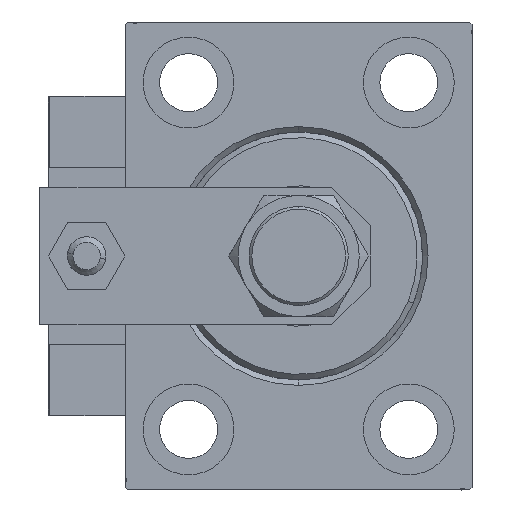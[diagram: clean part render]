
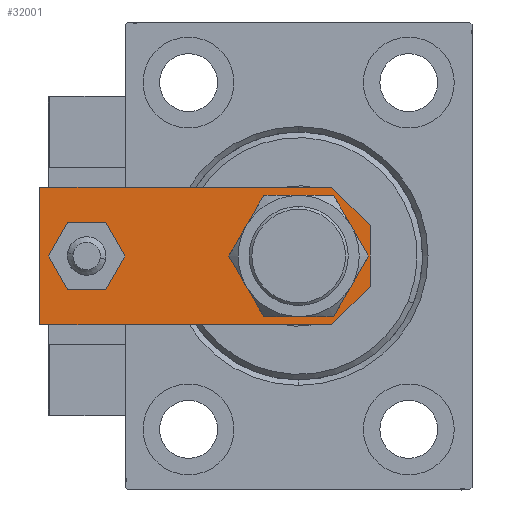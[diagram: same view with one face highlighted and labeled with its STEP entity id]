
A CAD part, left-side view. The second image highlights one B-rep face of the part: STEP entity #32001.
In plain terms, the highlighted face is planar.
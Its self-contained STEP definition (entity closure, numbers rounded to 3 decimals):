
#2123 = EDGE_LOOP ( 'NONE', ( #42143, #32366 ) ) ;
#3919 = CARTESIAN_POINT ( 'NONE',  ( -12.5, 60., 6. ) ) ;
#4159 = CARTESIAN_POINT ( 'NONE',  ( -2.75, -2.75, 6. ) ) ;
#4431 = CARTESIAN_POINT ( 'NONE',  ( 12.5, 7., 6. ) ) ;
#4450 = DIRECTION ( 'NONE',  ( 0., 0., 1. ) ) ;
#4545 = LINE ( 'NONE', #32794, #38100 ) ;
#4814 = FACE_BOUND ( 'NONE', #2123, .T. ) ;
#4927 = EDGE_CURVE ( 'NONE', #40528, #21289, #29523, .T. ) ;
#5069 = PLANE ( 'NONE',  #31537 ) ;
#5496 = EDGE_LOOP ( 'NONE', ( #32112, #50936 ) ) ;
#5524 = CARTESIAN_POINT ( 'NONE',  ( -8.25, 13., 6. ) ) ;
#5589 = DIRECTION ( 'NONE',  ( 1., 0., 0. ) ) ;
#6221 = ORIENTED_EDGE ( 'NONE', *, *, #44670, .T. ) ;
#6737 = DIRECTION ( 'NONE',  ( 1., 0., 0. ) ) ;
#8394 = CIRCLE ( 'NONE', #37642, 8.25 ) ;
#8636 = VERTEX_POINT ( 'NONE', #27955 ) ;
#8688 = CARTESIAN_POINT ( 'NONE',  ( 12.5, 60., 6. ) ) ;
#9416 = DIRECTION ( 'NONE',  ( 1., 0., 0. ) ) ;
#9824 = LINE ( 'NONE', #25780, #37827 ) ;
#10500 = EDGE_CURVE ( 'NONE', #23384, #8636, #42923, .T. ) ;
#10678 = DIRECTION ( 'NONE',  ( 0., 0., 1. ) ) ;
#12146 = DIRECTION ( 'NONE',  ( 0.707, 0.707, 0. ) ) ;
#13013 = LINE ( 'NONE', #33150, #48538 ) ;
#14551 = CARTESIAN_POINT ( 'NONE',  ( -12.5, 7., 6. ) ) ;
#14952 = VERTEX_POINT ( 'NONE', #8688 ) ;
#16752 = CARTESIAN_POINT ( 'NONE',  ( 0., 13., 6. ) ) ;
#16771 = CARTESIAN_POINT ( 'NONE',  ( 4., 51.5, 6. ) ) ;
#16958 = ORIENTED_EDGE ( 'NONE', *, *, #40819, .T. ) ;
#17478 = ORIENTED_EDGE ( 'NONE', *, *, #50118, .T. ) ;
#17819 = DIRECTION ( 'NONE',  ( 0., 0., 1. ) ) ;
#19062 = VERTEX_POINT ( 'NONE', #3919 ) ;
#20109 = VECTOR ( 'NONE', #49090, 1000. ) ;
#20787 = FACE_OUTER_BOUND ( 'NONE', #27017, .T. ) ;
#21049 = CARTESIAN_POINT ( 'NONE',  ( 0., 0., 6. ) ) ;
#21145 = CARTESIAN_POINT ( 'NONE',  ( 8.25, 13., 6. ) ) ;
#21289 = VERTEX_POINT ( 'NONE', #21145 ) ;
#21685 = ORIENTED_EDGE ( 'NONE', *, *, #50929, .T. ) ;
#21755 = CARTESIAN_POINT ( 'NONE',  ( 0., 51.5, 6. ) ) ;
#22217 = VECTOR ( 'NONE', #40041, 1000. ) ;
#22656 = AXIS2_PLACEMENT_3D ( 'NONE', #21755, #17819, #29845 ) ;
#22696 = CARTESIAN_POINT ( 'NONE',  ( 0., 13., 6. ) ) ;
#22700 = DIRECTION ( 'NONE',  ( 1., 0., 0. ) ) ;
#23384 = VERTEX_POINT ( 'NONE', #41564 ) ;
#24234 = VERTEX_POINT ( 'NONE', #42859 ) ;
#25780 = CARTESIAN_POINT ( 'NONE',  ( 12.5, 60., 6. ) ) ;
#27017 = EDGE_LOOP ( 'NONE', ( #21685, #16958, #50682, #50712, #17478, #6221 ) ) ;
#27955 = CARTESIAN_POINT ( 'NONE',  ( 5.5, 0., 6. ) ) ;
#28163 = EDGE_CURVE ( 'NONE', #8636, #48861, #4545, .T. ) ;
#28235 = LINE ( 'NONE', #4159, #20109 ) ;
#28339 = CARTESIAN_POINT ( 'NONE',  ( -12.5, 60., 6. ) ) ;
#28977 = DIRECTION ( 'NONE',  ( 0., 1., 0. ) ) ;
#29523 = CIRCLE ( 'NONE', #48720, 8.25 ) ;
#29845 = DIRECTION ( 'NONE',  ( 1., 0., 0. ) ) ;
#31537 = AXIS2_PLACEMENT_3D ( 'NONE', #21049, #49281, #5589 ) ;
#32001 = ADVANCED_FACE ( 'NONE', ( #4814, #20787, #40927 ), #5069, .T. ) ;
#32112 = ORIENTED_EDGE ( 'NONE', *, *, #4927, .F. ) ;
#32366 = ORIENTED_EDGE ( 'NONE', *, *, #35939, .F. ) ;
#32794 = CARTESIAN_POINT ( 'NONE',  ( 2.75, -2.75, 6. ) ) ;
#33150 = CARTESIAN_POINT ( 'NONE',  ( 12.5, 0., 6. ) ) ;
#33695 = CARTESIAN_POINT ( 'NONE',  ( 0., 51.5, 6. ) ) ;
#33882 = DIRECTION ( 'NONE',  ( -1., 0., 0. ) ) ;
#35939 = EDGE_CURVE ( 'NONE', #51366, #24234, #44193, .T. ) ;
#36200 = LINE ( 'NONE', #28339, #47708 ) ;
#37642 = AXIS2_PLACEMENT_3D ( 'NONE', #22696, #10678, #6737 ) ;
#37827 = VECTOR ( 'NONE', #33882, 1000. ) ;
#38100 = VECTOR ( 'NONE', #12146, 1000. ) ;
#39088 = VERTEX_POINT ( 'NONE', #14551 ) ;
#39809 = EDGE_CURVE ( 'NONE', #21289, #40528, #8394, .T. ) ;
#40041 = DIRECTION ( 'NONE',  ( 1., 0., 0. ) ) ;
#40528 = VERTEX_POINT ( 'NONE', #5524 ) ;
#40819 = EDGE_CURVE ( 'NONE', #39088, #23384, #28235, .T. ) ;
#40927 = FACE_BOUND ( 'NONE', #5496, .T. ) ;
#41564 = CARTESIAN_POINT ( 'NONE',  ( -5.5, 0., 6. ) ) ;
#41593 = EDGE_CURVE ( 'NONE', #24234, #51366, #45243, .T. ) ;
#42143 = ORIENTED_EDGE ( 'NONE', *, *, #41593, .F. ) ;
#42859 = CARTESIAN_POINT ( 'NONE',  ( -4., 51.5, 6. ) ) ;
#42923 = LINE ( 'NONE', #48122, #22217 ) ;
#44193 = CIRCLE ( 'NONE', #48378, 4. ) ;
#44283 = DIRECTION ( 'NONE',  ( 0., -1., 0. ) ) ;
#44670 = EDGE_CURVE ( 'NONE', #14952, #19062, #9824, .T. ) ;
#45243 = CIRCLE ( 'NONE', #22656, 4. ) ;
#47708 = VECTOR ( 'NONE', #44283, 1000. ) ;
#48122 = CARTESIAN_POINT ( 'NONE',  ( -12.5, 0., 6. ) ) ;
#48378 = AXIS2_PLACEMENT_3D ( 'NONE', #33695, #49657, #22700 ) ;
#48538 = VECTOR ( 'NONE', #28977, 1000. ) ;
#48720 = AXIS2_PLACEMENT_3D ( 'NONE', #16752, #4450, #9416 ) ;
#48861 = VERTEX_POINT ( 'NONE', #4431 ) ;
#49090 = DIRECTION ( 'NONE',  ( 0.707, -0.707, 0. ) ) ;
#49281 = DIRECTION ( 'NONE',  ( 0., 0., 1. ) ) ;
#49657 = DIRECTION ( 'NONE',  ( 0., 0., 1. ) ) ;
#50118 = EDGE_CURVE ( 'NONE', #48861, #14952, #13013, .T. ) ;
#50682 = ORIENTED_EDGE ( 'NONE', *, *, #10500, .T. ) ;
#50712 = ORIENTED_EDGE ( 'NONE', *, *, #28163, .T. ) ;
#50929 = EDGE_CURVE ( 'NONE', #19062, #39088, #36200, .T. ) ;
#50936 = ORIENTED_EDGE ( 'NONE', *, *, #39809, .F. ) ;
#51366 = VERTEX_POINT ( 'NONE', #16771 ) ;
